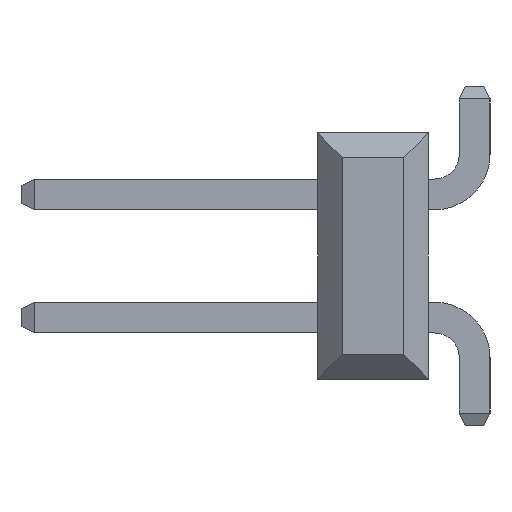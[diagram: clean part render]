
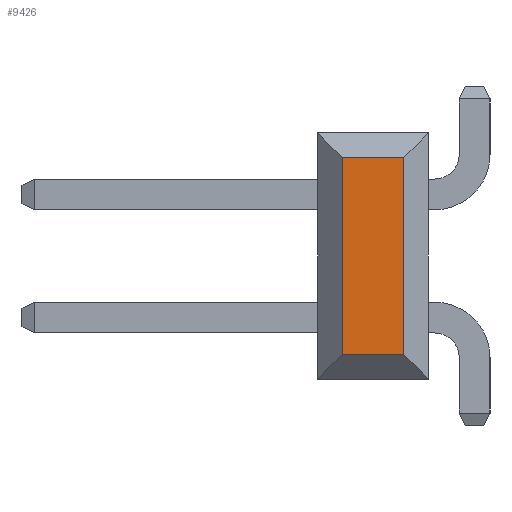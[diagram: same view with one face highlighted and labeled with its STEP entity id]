
A CAD part, left-side view. The second image highlights one B-rep face of the part: STEP entity #9426.
In plain terms, the highlighted planar face has unit normal (-1, 0, 0).
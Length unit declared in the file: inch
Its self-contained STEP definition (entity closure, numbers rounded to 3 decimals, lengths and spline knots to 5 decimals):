
#1385=DIRECTION('',(0.,0.,1.));
#1386=VECTOR('',#1385,0.16);
#1387=CARTESIAN_POINT('',(-0.6,-0.025,-0.08));
#1388=LINE('',#1387,#1386);
#1397=DIRECTION('',(0.,0.,1.));
#1398=VECTOR('',#1397,0.16);
#1399=CARTESIAN_POINT('',(-0.6,0.025,-0.08));
#1400=LINE('',#1399,#1398);
#1401=DIRECTION('',(0.,-1.,0.));
#1402=VECTOR('',#1401,0.05);
#1403=CARTESIAN_POINT('',(-0.6,0.025,0.08));
#1404=LINE('',#1403,#1402);
#1405=DIRECTION('',(0.,-1.,0.));
#1406=VECTOR('',#1405,0.05);
#1407=CARTESIAN_POINT('',(-0.6,0.025,-0.08));
#1408=LINE('',#1407,#1406);
#6257=CARTESIAN_POINT('',(-0.6,0.025,-0.08));
#6258=CARTESIAN_POINT('',(-0.6,0.025,0.08));
#6259=VERTEX_POINT('',#6257);
#6260=VERTEX_POINT('',#6258);
#6261=CARTESIAN_POINT('',(-0.6,-0.025,-0.08));
#6262=CARTESIAN_POINT('',(-0.6,-0.025,0.08));
#6263=VERTEX_POINT('',#6261);
#6264=VERTEX_POINT('',#6262);
#9412=CARTESIAN_POINT('',(-0.6,0.025,-0.1));
#9413=DIRECTION('',(-1.,0.,0.));
#9414=DIRECTION('',(0.,-1.,0.));
#9415=AXIS2_PLACEMENT_3D('',#9412,#9413,#9414);
#9416=PLANE('',#9415);
#9418=ORIENTED_EDGE('',*,*,#9417,.T.);
#9420=ORIENTED_EDGE('',*,*,#9419,.T.);
#9421=ORIENTED_EDGE('',*,*,#9402,.F.);
#9423=ORIENTED_EDGE('',*,*,#9422,.F.);
#9424=EDGE_LOOP('',(#9418,#9420,#9421,#9423));
#9425=FACE_OUTER_BOUND('',#9424,.F.);
#9426=ADVANCED_FACE('',(#9425),#9416,.T.);
#9402=EDGE_CURVE('',#6263,#6264,#1388,.T.);
#9417=EDGE_CURVE('',#6259,#6260,#1400,.T.);
#9419=EDGE_CURVE('',#6260,#6264,#1404,.T.);
#9422=EDGE_CURVE('',#6259,#6263,#1408,.T.);
